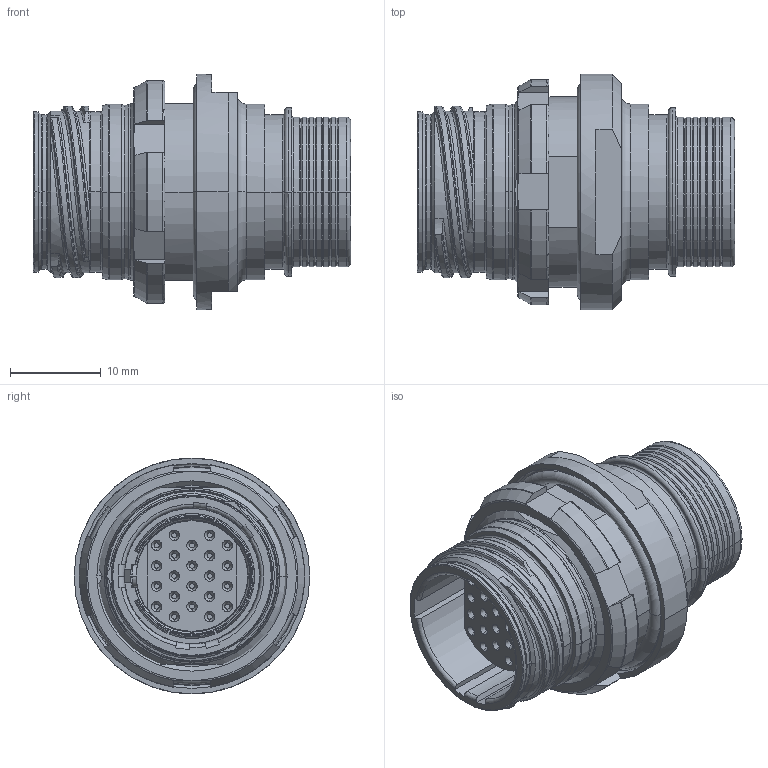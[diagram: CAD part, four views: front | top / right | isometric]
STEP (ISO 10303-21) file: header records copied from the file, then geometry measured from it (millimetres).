
FILE_DESCRIPTION((''),'2;1');
FILE_NAME('G6TAAT0-H022SN-0000_OHNE_NUTMUT_ASM','2023-08-29T09:36:08',('FHeitzinger'),(''),'CREO PARAMETRIC BY PTC INC, 2022014','CREO PARAMETRIC BY PTC INC, 2022014','');
FILE_SCHEMA(('AP242_MANAGED_MODEL_BASED_3D_ENGINEERING_MIM_LF { 1 0 10303 442 1 1 4 }'));
Length unit declared in the file: millimetre
Products named in the file (5): Z10406423_1_1; Z10406423_1_2; Z10406423_1_ASM; 00126150; G6TAAT0-H022SN-0000_OHNE_NUTMUT_ASM
Assembly tree (4 placements, depth 3):
  G6TAAT0-H022SN-0000_OHNE_NUTMUT_ASM
    Z10406423_1_ASM
      Z10406423_1_1
      Z10406423_1_2
    00126150
Bounding box: 35 x 26 x 26 mm (x, y, z)
Volume: 8185.3 mm3; surface area: 6916.8 mm2
Topology: 3 solids, 3 shells, 542 faces, 1457 edges, 956 vertices
Faces by surface type: cylinder 146, cone 129, plane 126, torus 110, bspline 30, sphere 1
Entity records: 25085 total; most frequent: CARTESIAN_POINT 7547, ORIENTED_EDGE 2914, DIRECTION 2838, EDGE_CURVE 1457, AXIS2_PLACEMENT_3D 1201, VERTEX_POINT 956, CIRCLE 678, PRESENTATION_STYLE_ASSIGNMENT 622
